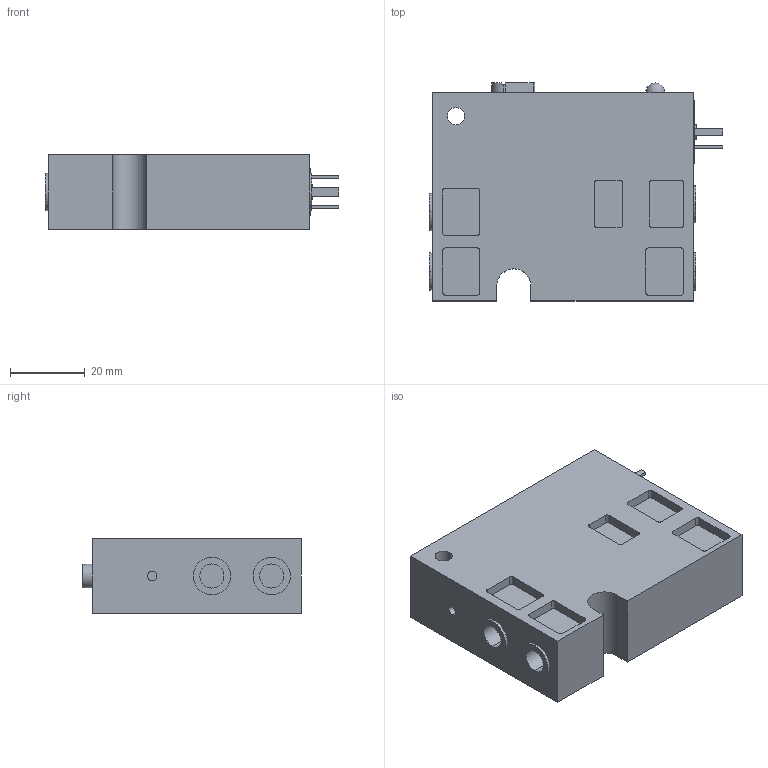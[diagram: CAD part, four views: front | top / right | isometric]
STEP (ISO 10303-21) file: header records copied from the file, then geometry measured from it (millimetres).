
FILE_DESCRIPTION (( 'STEP AP214' ), '1' );
FILE_NAME ('BVS-46M2-12D.step', '2016-07-27T15:17:01', ( '' ), ( '' ), 'SwSTEP 2.0', 'SolidWorks 2016', '' );
FILE_SCHEMA (( 'AUTOMOTIVE_DESIGN' ));
Length unit declared in the file: inch
Products named in the file (1): BVS-46M2-12D
Bounding box: 78.49 x 58.42 x 20.07 mm (x, y, z)
Volume: 71670.2 mm3; surface area: 16249.1 mm2
Topology: 1 solids, 1 shells, 169 faces, 428 edges, 285 vertices
Faces by surface type: plane 99, cylinder 68, sphere 2
Entity records: 5587 total; most frequent: DIRECTION 906, CARTESIAN_POINT 877, ORIENTED_EDGE 848, EDGE_CURVE 424, AXIS2_PLACEMENT_3D 312, VERTEX_POINT 283, LINE 282, VECTOR 282
